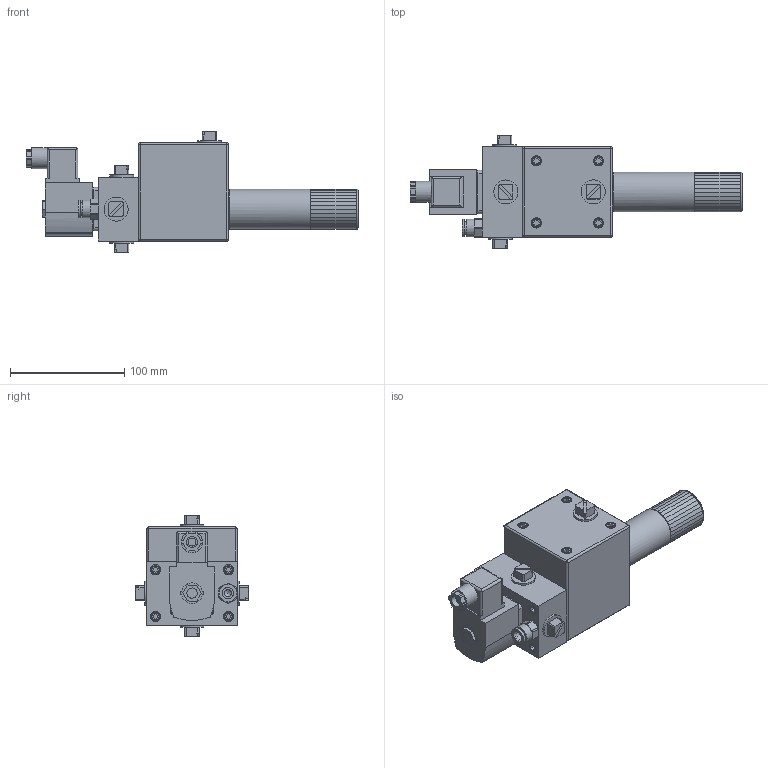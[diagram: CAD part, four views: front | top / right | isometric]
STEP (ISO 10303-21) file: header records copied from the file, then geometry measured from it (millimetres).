
FILE_DESCRIPTION(/* description */ (''),/* implementation_level */ '2;1');
FILE_NAME(/* name */ 'evk3beers.stp',/* time_stamp */ '2021-06-18T10:48:22+02:00',/* author */ ('josepm'),/* organization */ (''),/* preprocessor_version */ 'ST-DEVELOPER v17.2',/* originating_system */ 'Autodesk Inventor 2019',/* authorisation */ '');
FILE_SCHEMA (('AUTOMOTIVE_DESIGN { 1 0 10303 214 3 1 1 }'));
Length unit declared in the file: millimetre
Products named in the file (1): Pieza2
Bounding box: 291 x 99 x 106 mm (x, y, z)
Volume: 871513.1 mm3; surface area: 96328.1 mm2
Topology: 1 solids, 9 shells, 422 faces, 1071 edges, 718 vertices
Faces by surface type: plane 269, cylinder 112, cone 24, torus 9, sphere 8
Full cylindrical faces by diameter (mm): 2 x1, 5 x4, 6 x8, 7 x1, 7.5 x4, 8 x4, 9 x9, 10 x2, 11.2 x1, 14.66 x1, 15.5 x2, 16.662 x1, 17 x1, 18.5 x1, 21 x5, 25 x2, 26.4 x1, 32 x1, 35 x2
Entity records: 12927 total; most frequent: CARTESIAN_POINT 2329, DIRECTION 2222, ORIENTED_EDGE 2136, EDGE_CURVE 1068, AXIS2_PLACEMENT_3D 763, VERTEX_POINT 718, LINE 696, VECTOR 696
